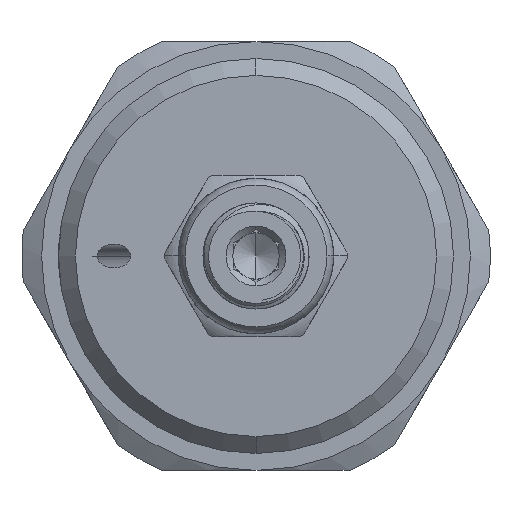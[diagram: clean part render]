
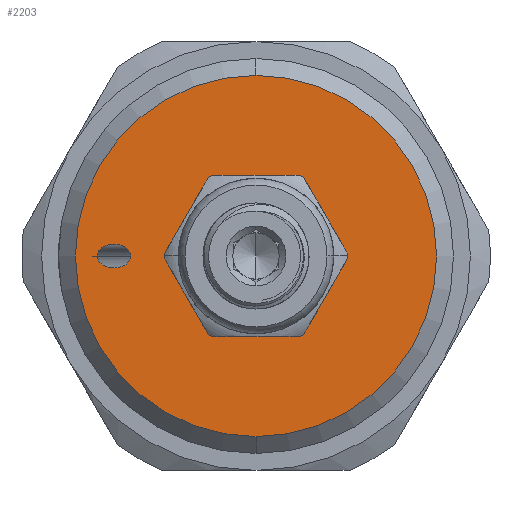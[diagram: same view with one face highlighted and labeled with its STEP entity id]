
A CAD part, left-side view. The second image highlights one B-rep face of the part: STEP entity #2203.
In plain terms, the highlighted planar face has unit normal (-1, 0, 0).
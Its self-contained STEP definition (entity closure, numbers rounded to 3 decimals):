
#1384 = CARTESIAN_POINT ( 'NONE',  ( -21.2, 0., -16. ) ) ;
#1386 = CARTESIAN_POINT ( 'NONE',  ( -21.2, 14.075, 0. ) ) ;
#1405 = CARTESIAN_POINT ( 'NONE',  ( -21.2, 0., 16. ) ) ;
#1492 = CARTESIAN_POINT ( 'NONE',  ( -21.2, -6.875, 0. ) ) ;
#1646 = CARTESIAN_POINT ( 'NONE',  ( -21.2, 11.105, 0. ) ) ;
#1686 = CARTESIAN_POINT ( 'NONE',  ( -21.2, 6.875, 0. ) ) ;
#2203 = ADVANCED_FACE ( 'NONE', ( #7719, #7715, #7704 ), #15962, .F. ) ;
#2985 = ORIENTED_EDGE ( 'NONE', *, *, #10955, .F. ) ;
#2986 = ORIENTED_EDGE ( 'NONE', *, *, #10099, .F. ) ;
#2987 = ORIENTED_EDGE ( 'NONE', *, *, #10100, .T. ) ;
#2988 = ORIENTED_EDGE ( 'NONE', *, *, #10947, .T. ) ;
#2989 = ORIENTED_EDGE ( 'NONE', *, *, #10944, .F. ) ;
#2990 = ORIENTED_EDGE ( 'NONE', *, *, #10101, .F. ) ;
#7704 = FACE_BOUND ( 'NONE', #12018, .T. ) ;
#7715 = FACE_BOUND ( 'NONE', #11721, .T. ) ;
#7719 = FACE_OUTER_BOUND ( 'NONE', #12218, .T. ) ;
#7863 = CIRCLE ( 'NONE', #10557, 16. ) ;
#7864 = CIRCLE ( 'NONE', #10558, 6.875 ) ;
#8177 = CIRCLE ( 'NONE', #10739, 6.875 ) ;
#8190 = CIRCLE ( 'NONE', #10742, 16. ) ;
#10099 = EDGE_CURVE ( 'NONE', #11648, #11759, #7863, .T. ) ;
#10100 = EDGE_CURVE ( 'NONE', #11633, #12231, #16367, .T. ) ;
#10101 = EDGE_CURVE ( 'NONE', #11891, #12369, #7864, .T. ) ;
#10522 = AXIS2_PLACEMENT_3D ( 'NONE', #15237, #15239, #15963 ) ;
#10557 = AXIS2_PLACEMENT_3D ( 'NONE', #17330, #17331, #17332 ) ;
#10558 = AXIS2_PLACEMENT_3D ( 'NONE', #17335, #17336, #17337 ) ;
#10739 = AXIS2_PLACEMENT_3D ( 'NONE', #18977, #18978, #18979 ) ;
#10742 = AXIS2_PLACEMENT_3D ( 'NONE', #19022, #19023, #19024 ) ;
#10944 = EDGE_CURVE ( 'NONE', #12369, #11891, #8177, .T. ) ;
#10947 = EDGE_CURVE ( 'NONE', #12231, #11633, #11253, .T. ) ;
#10955 = EDGE_CURVE ( 'NONE', #11759, #11648, #8190, .T. ) ;
#11253 =( BOUNDED_CURVE ( )  B_SPLINE_CURVE ( 3, ( #18975, #18976, #18983, #18984 ),
 .UNSPECIFIED., .F., .F. ) 
 B_SPLINE_CURVE_WITH_KNOTS ( ( 4, 4 ),
 ( 3.142, 6.283 ),
 .UNSPECIFIED. ) 
 CURVE ( )  GEOMETRIC_REPRESENTATION_ITEM ( )  RATIONAL_B_SPLINE_CURVE ( ( 1., 0.333, 0.333, 1. ) ) 
 REPRESENTATION_ITEM ( '' )  );
#11633 = VERTEX_POINT ( 'NONE', #1386 ) ;
#11648 = VERTEX_POINT ( 'NONE', #1384 ) ;
#11721 = EDGE_LOOP ( 'NONE', ( #2987, #2988 ) ) ;
#11759 = VERTEX_POINT ( 'NONE', #1405 ) ;
#11891 = VERTEX_POINT ( 'NONE', #1492 ) ;
#12018 = EDGE_LOOP ( 'NONE', ( #2989, #2990 ) ) ;
#12218 = EDGE_LOOP ( 'NONE', ( #2985, #2986 ) ) ;
#12231 = VERTEX_POINT ( 'NONE', #1646 ) ;
#12369 = VERTEX_POINT ( 'NONE', #1686 ) ;
#15237 = CARTESIAN_POINT ( 'NONE',  ( -21.2, -16., 0. ) ) ;
#15239 = DIRECTION ( 'NONE',  ( 1., 0., 0. ) ) ;
#15962 = PLANE ( 'NONE',  #10522 ) ;
#15963 = DIRECTION ( 'NONE',  ( 0., 0., 1. ) ) ;
#16367 =( BOUNDED_CURVE ( )  B_SPLINE_CURVE ( 3, ( #17333, #17322, #17329, #17334 ),
 .UNSPECIFIED., .F., .T. ) 
 B_SPLINE_CURVE_WITH_KNOTS ( ( 4, 4 ),
 ( 0., 3.142 ),
 .UNSPECIFIED. ) 
 CURVE ( )  GEOMETRIC_REPRESENTATION_ITEM ( )  RATIONAL_B_SPLINE_CURVE ( ( 1., 0.333, 0.333, 1. ) ) 
 REPRESENTATION_ITEM ( '' )  );
#17322 = CARTESIAN_POINT ( 'NONE',  ( -21.2, 14.075, 2.1 ) ) ;
#17329 = CARTESIAN_POINT ( 'NONE',  ( -21.2, 11.105, 2.1 ) ) ;
#17330 = CARTESIAN_POINT ( 'NONE',  ( -21.2, 0., 0. ) ) ;
#17331 = DIRECTION ( 'NONE',  ( 1., 0., 0. ) ) ;
#17332 = DIRECTION ( 'NONE',  ( 0., 0., 1. ) ) ;
#17333 = CARTESIAN_POINT ( 'NONE',  ( -21.2, 14.075, 0. ) ) ;
#17334 = CARTESIAN_POINT ( 'NONE',  ( -21.2, 11.105, 0. ) ) ;
#17335 = CARTESIAN_POINT ( 'NONE',  ( -21.2, 0., 0. ) ) ;
#17336 = DIRECTION ( 'NONE',  ( -1., 0., 0. ) ) ;
#17337 = DIRECTION ( 'NONE',  ( 0., 0., -1. ) ) ;
#18975 = CARTESIAN_POINT ( 'NONE',  ( -21.2, 11.105, 0. ) ) ;
#18976 = CARTESIAN_POINT ( 'NONE',  ( -21.2, 11.105, -2.1 ) ) ;
#18977 = CARTESIAN_POINT ( 'NONE',  ( -21.2, 0., 0. ) ) ;
#18978 = DIRECTION ( 'NONE',  ( -1., 0., 0. ) ) ;
#18979 = DIRECTION ( 'NONE',  ( 0., 0., -1. ) ) ;
#18983 = CARTESIAN_POINT ( 'NONE',  ( -21.2, 14.075, -2.1 ) ) ;
#18984 = CARTESIAN_POINT ( 'NONE',  ( -21.2, 14.075, 0. ) ) ;
#19022 = CARTESIAN_POINT ( 'NONE',  ( -21.2, 0., 0. ) ) ;
#19023 = DIRECTION ( 'NONE',  ( 1., 0., 0. ) ) ;
#19024 = DIRECTION ( 'NONE',  ( 0., 0., 1. ) ) ;
